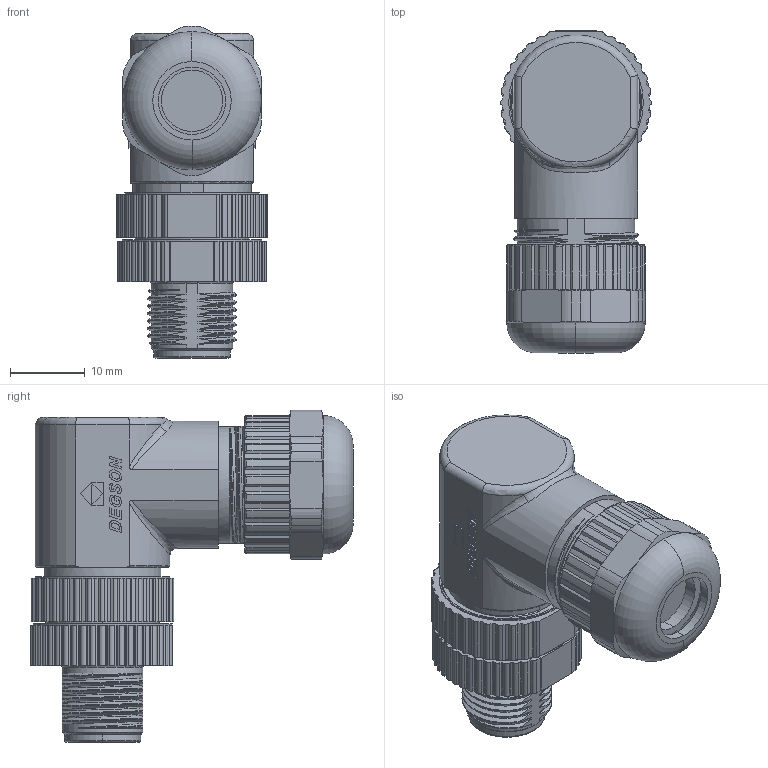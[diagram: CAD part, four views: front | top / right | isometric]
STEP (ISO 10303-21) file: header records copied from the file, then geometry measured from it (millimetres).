
FILE_DESCRIPTION((''),'2;1');
FILE_NAME('PB-M12A-08P-MM-SR7001_SW0001','2020-04-22T',('Administrator'),(''),'CREO PARAMETRIC BY PTC INC, 2014350','CREO PARAMETRIC BY PTC INC, 2014350','');
FILE_SCHEMA(('CONFIG_CONTROL_DESIGN'));
Products named in the file (1): PB-M12A-08P-MM-SR7001_SW0001
Bounding box: 20.2 x 43.09 x 44.4 mm (x, y, z)
Volume: 15265.8 mm3; surface area: 5855.3 mm2
Topology: 1 solids, 1 shells, 1470 faces, 4097 edges, 2683 vertices
Faces by surface type: plane 918, cylinder 273, extrusion 112, bspline 72, cone 43, torus 36, sphere 16
Entity records: 53158 total; most frequent: CARTESIAN_POINT 16141, ORIENTED_EDGE 8162, DIRECTION 6878, EDGE_CURVE 4081, VECTOR 3040, LINE 2928, VERTEX_POINT 2683, AXIS2_PLACEMENT_3D 1919
